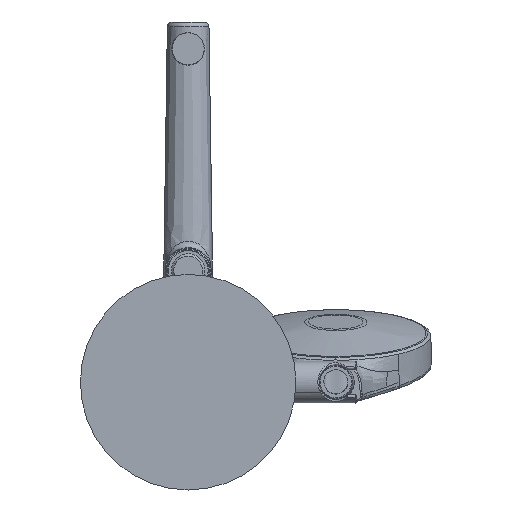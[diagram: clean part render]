
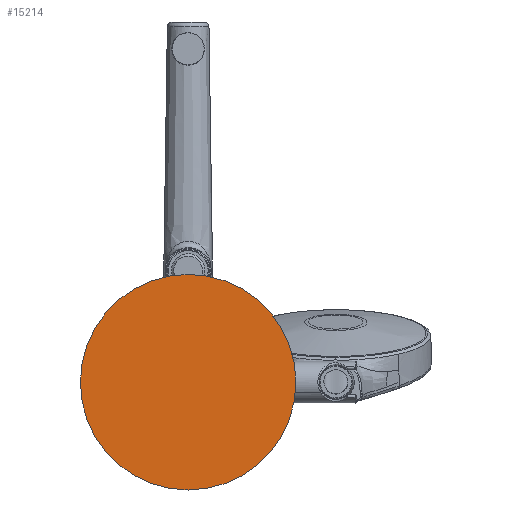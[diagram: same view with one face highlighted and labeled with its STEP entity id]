
A CAD part, front view. The second image highlights one B-rep face of the part: STEP entity #15214.
In plain terms, the highlighted planar face has unit normal (0, -1, 0).
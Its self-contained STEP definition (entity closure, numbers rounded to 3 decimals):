
#407 = CARTESIAN_POINT ( 'NONE',  ( 67.5, -717.5, 0. ) ) ;
#1681 = ORIENTED_EDGE ( 'NONE', *, *, #2652, .T. ) ;
#2542 = VERTEX_POINT ( 'NONE', #12156 ) ;
#2652 = EDGE_CURVE ( 'NONE', #2542, #8643, #7661, .T. ) ;
#3515 = EDGE_CURVE ( 'NONE', #8643, #2542, #6973, .T. ) ;
#3917 = EDGE_LOOP ( 'NONE', ( #1681, #9545 ) ) ;
#4333 = DIRECTION ( 'NONE',  ( 0., 1., 0. ) ) ;
#6340 = AXIS2_PLACEMENT_3D ( 'NONE', #11083, #11059, #11015 ) ;
#6973 = CIRCLE ( 'NONE', #6340, 67.5 ) ;
#7195 = DIRECTION ( 'NONE',  ( 1., 0., 0. ) ) ;
#7253 = DIRECTION ( 'NONE',  ( 0., -1., 0. ) ) ;
#7316 = CARTESIAN_POINT ( 'NONE',  ( 0., -717.5, 0. ) ) ;
#7484 = AXIS2_PLACEMENT_3D ( 'NONE', #7316, #7253, #7195 ) ;
#7661 = CIRCLE ( 'NONE', #7484, 67.5 ) ;
#8643 = VERTEX_POINT ( 'NONE', #407 ) ;
#9545 = ORIENTED_EDGE ( 'NONE', *, *, #3515, .T. ) ;
#10412 = PLANE ( 'NONE',  #14742 ) ;
#11015 = DIRECTION ( 'NONE',  ( 1., 0., 0. ) ) ;
#11059 = DIRECTION ( 'NONE',  ( 0., -1., 0. ) ) ;
#11083 = CARTESIAN_POINT ( 'NONE',  ( 0., -717.5, 0. ) ) ;
#12156 = CARTESIAN_POINT ( 'NONE',  ( -67.5, -717.5, 0. ) ) ;
#14742 = AXIS2_PLACEMENT_3D ( 'NONE', #18854, #4333, #14809 ) ;
#14809 = DIRECTION ( 'NONE',  ( 1., 0., 0. ) ) ;
#15214 = ADVANCED_FACE ( 'NONE', ( #16988 ), #10412, .F. ) ;
#16988 = FACE_OUTER_BOUND ( 'NONE', #3917, .T. ) ;
#18854 = CARTESIAN_POINT ( 'NONE',  ( 0., -717.5, 0. ) ) ;
